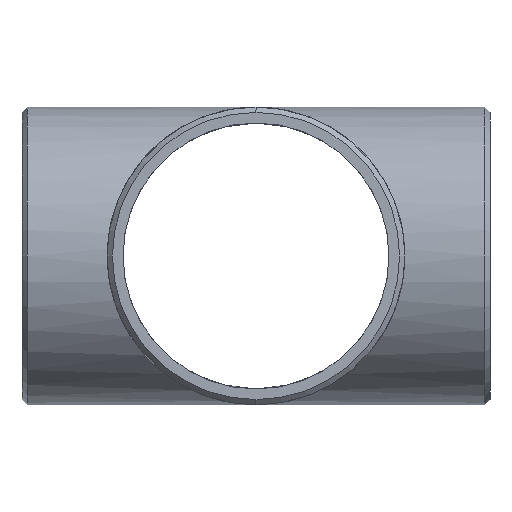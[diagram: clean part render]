
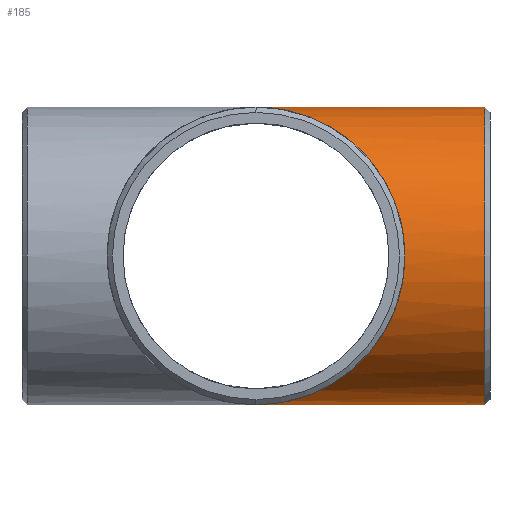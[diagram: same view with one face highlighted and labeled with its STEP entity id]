
A CAD part, left-side view. The second image highlights one B-rep face of the part: STEP entity #185.
In plain terms, the highlighted cylindrical face has radius 177.8 mm (diameter 355.6 mm), a partial arc.
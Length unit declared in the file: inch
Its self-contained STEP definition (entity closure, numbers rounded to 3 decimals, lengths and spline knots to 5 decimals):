
#4 = CARTESIAN_POINT ( 'NONE',  ( 0., -11., 7. ) ) ;
#6 = FACE_OUTER_BOUND ( 'NONE', #784, .T. ) ;
#7 = AXIS2_PLACEMENT_3D ( 'NONE', #677, #309, #559 ) ;
#18 = ORIENTED_EDGE ( 'NONE', *, *, #465, .T. ) ;
#21 = CARTESIAN_POINT ( 'NONE',  ( 0., 0., -7. ) ) ;
#40 =( BOUNDED_CURVE ( )  B_SPLINE_CURVE ( 3, ( #187, #687, #645, #457 ),
 .UNSPECIFIED., .F., .T. ) 
 B_SPLINE_CURVE_WITH_KNOTS ( ( 4, 4 ),
 ( 4.71239, 7.85398 ),
 .UNSPECIFIED. ) 
 CURVE ( )  GEOMETRIC_REPRESENTATION_ITEM ( )  RATIONAL_B_SPLINE_CURVE ( ( 1., 0.333, 0.333, 1. ) ) 
 REPRESENTATION_ITEM ( '' )  );
#117 = AXIS2_PLACEMENT_3D ( 'NONE', #253, #694, #637 ) ;
#128 = CYLINDRICAL_SURFACE ( 'NONE', #117, 7. ) ;
#133 = CARTESIAN_POINT ( 'NONE',  ( 0., -11., -7. ) ) ;
#148 = VERTEX_POINT ( 'NONE', #690 ) ;
#168 = VECTOR ( 'NONE', #325, 39.37008 ) ;
#185 = ADVANCED_FACE ( 'NONE', ( #6 ), #128, .T. ) ;
#187 = CARTESIAN_POINT ( 'NONE',  ( 0., 0., -7. ) ) ;
#220 = EDGE_CURVE ( 'NONE', #148, #473, #627, .T. ) ;
#253 = CARTESIAN_POINT ( 'NONE',  ( 0., -11., 0. ) ) ;
#266 = VECTOR ( 'NONE', #474, 39.37008 ) ;
#269 = EDGE_CURVE ( 'NONE', #473, #385, #40, .T. ) ;
#276 = ORIENTED_EDGE ( 'NONE', *, *, #456, .T. ) ;
#296 = CARTESIAN_POINT ( 'NONE',  ( 0., 0., 7. ) ) ;
#306 = LINE ( 'NONE', #4, #266 ) ;
#309 = DIRECTION ( 'NONE',  ( 0., 1., 0. ) ) ;
#325 = DIRECTION ( 'NONE',  ( 0., 1., 0. ) ) ;
#381 = CIRCLE ( 'NONE', #7, 7. ) ;
#385 = VERTEX_POINT ( 'NONE', #296 ) ;
#456 = EDGE_CURVE ( 'NONE', #148, #693, #381, .T. ) ;
#457 = CARTESIAN_POINT ( 'NONE',  ( 0., 0., 7. ) ) ;
#465 = EDGE_CURVE ( 'NONE', #693, #385, #306, .T. ) ;
#473 = VERTEX_POINT ( 'NONE', #21 ) ;
#474 = DIRECTION ( 'NONE',  ( 0., 1., 0. ) ) ;
#528 = CARTESIAN_POINT ( 'NONE',  ( 0., -10.75, 7. ) ) ;
#559 = DIRECTION ( 'NONE',  ( 0., 0., -1. ) ) ;
#627 = LINE ( 'NONE', #133, #168 ) ;
#637 = DIRECTION ( 'NONE',  ( 0., 0., -1. ) ) ;
#645 = CARTESIAN_POINT ( 'NONE',  ( -14., -14., 7. ) ) ;
#677 = CARTESIAN_POINT ( 'NONE',  ( 0., -10.75, 0. ) ) ;
#687 = CARTESIAN_POINT ( 'NONE',  ( -14., -14., -7. ) ) ;
#690 = CARTESIAN_POINT ( 'NONE',  ( 0., -10.75, -7. ) ) ;
#693 = VERTEX_POINT ( 'NONE', #528 ) ;
#694 = DIRECTION ( 'NONE',  ( 0., 1., 0. ) ) ;
#726 = ORIENTED_EDGE ( 'NONE', *, *, #269, .F. ) ;
#742 = ORIENTED_EDGE ( 'NONE', *, *, #220, .F. ) ;
#784 = EDGE_LOOP ( 'NONE', ( #276, #18, #726, #742 ) ) ;
